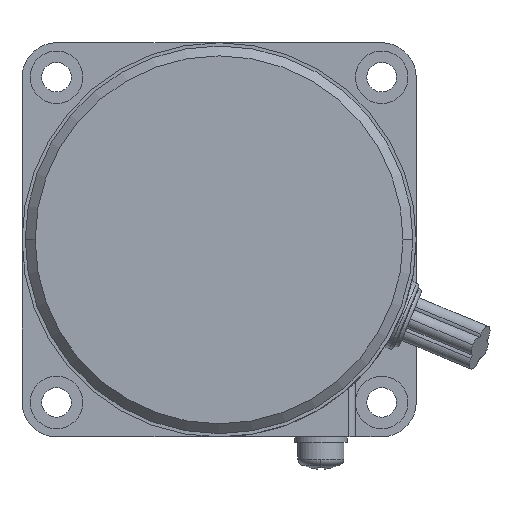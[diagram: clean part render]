
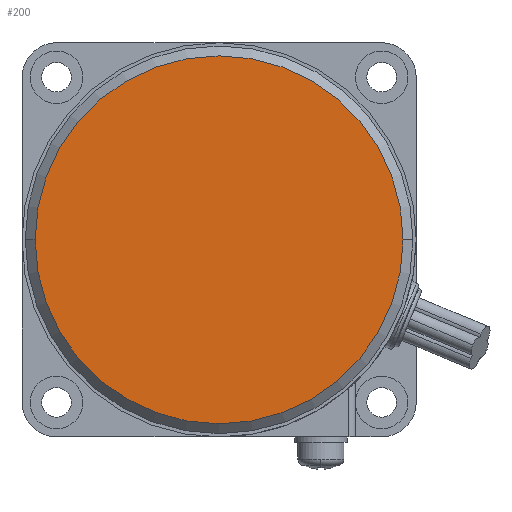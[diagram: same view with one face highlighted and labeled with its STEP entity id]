
A CAD part, left-side view. The second image highlights one B-rep face of the part: STEP entity #200.
In plain terms, the highlighted planar face has unit normal (-1, 0, 0).
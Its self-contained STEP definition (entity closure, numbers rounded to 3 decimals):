
#200 = ADVANCED_FACE( '', ( #471 ), #472, .T. );
#471 = FACE_OUTER_BOUND( '', #752, .T. );
#472 = PLANE( '', #753 );
#752 = EDGE_LOOP( '', ( #1791, #1792 ) );
#753 = AXIS2_PLACEMENT_3D( '', #1793, #1794, #1795 );
#1791 = ORIENTED_EDGE( '', *, *, #1865, .F. );
#1792 = ORIENTED_EDGE( '', *, *, #2175, .F. );
#1793 = CARTESIAN_POINT( '', ( -75., 14., 0. ) );
#1794 = DIRECTION( '', ( -1., 0., 0. ) );
#1795 = DIRECTION( '', ( 0., -1., 0. ) );
#1865 = EDGE_CURVE( '', #2228, #2230, #2231, .T. );
#2175 = EDGE_CURVE( '', #2230, #2228, #2740, .T. );
#2228 = VERTEX_POINT( '', #2795 );
#2230 = VERTEX_POINT( '', #2798 );
#2231 = CIRCLE( '', #2799, 28. );
#2740 = CIRCLE( '', #3612, 28. );
#2795 = CARTESIAN_POINT( '', ( -75., 28., 0. ) );
#2798 = CARTESIAN_POINT( '', ( -75., -28., 0. ) );
#2799 = AXIS2_PLACEMENT_3D( '', #3690, #3691, #3692 );
#3612 = AXIS2_PLACEMENT_3D( '', #4294, #4295, #4296 );
#3690 = CARTESIAN_POINT( '', ( -75., 0., 0. ) );
#3691 = DIRECTION( '', ( 1., 0., 0. ) );
#3692 = DIRECTION( '', ( 0., 1., 0. ) );
#4294 = CARTESIAN_POINT( '', ( -75., 0., 0. ) );
#4295 = DIRECTION( '', ( 1., 0., 0. ) );
#4296 = DIRECTION( '', ( 0., 1., 0. ) );
